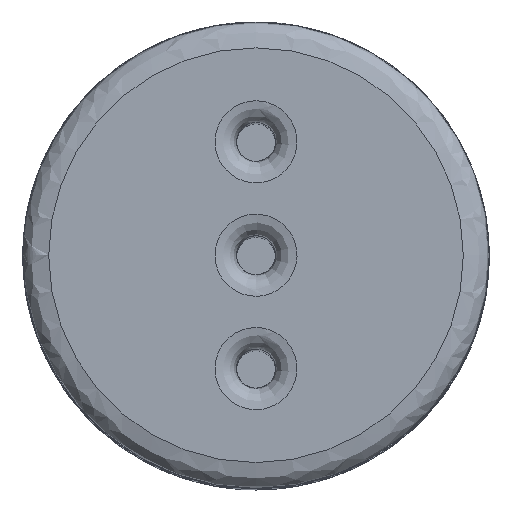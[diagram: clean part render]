
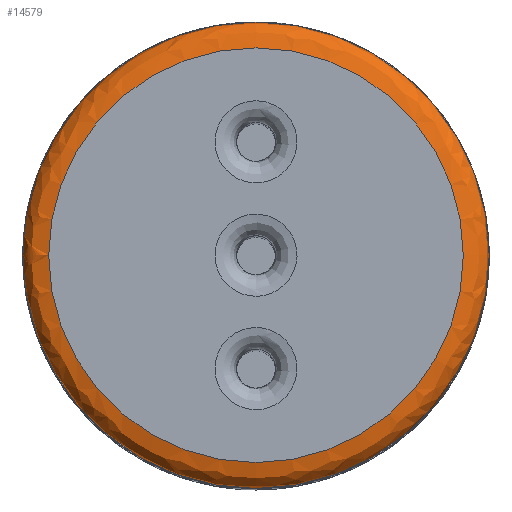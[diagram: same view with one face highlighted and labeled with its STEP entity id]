
A CAD part, top view. The second image highlights one B-rep face of the part: STEP entity #14579.
In plain terms, the highlighted free-form (B-spline) face has degree [3, 3] with [4, 7] control points.
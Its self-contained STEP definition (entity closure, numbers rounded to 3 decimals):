
#13509=CARTESIAN_POINT('',(-10.8,-0.,40.999));
#13510=VERTEX_POINT('',#13509);
#13511=CARTESIAN_POINT('',(-0.,0.,40.999));
#13512=DIRECTION('',(0.,0.,1.));
#13513=DIRECTION('',(-1.,0.,0.));
#13514=AXIS2_PLACEMENT_3D('',#13511,#13512,#13513);
#13515=CIRCLE('',#13514,10.8);
#13516=EDGE_CURVE('',#13510,#13510,#13515,.T.);
#14526=CARTESIAN_POINT('',(-9.6,-0.,41.999));
#14527=VERTEX_POINT('',#14526);
#14528=CARTESIAN_POINT('',(-0.,0.,41.999));
#14529=DIRECTION('',(0.,0.,1.));
#14530=DIRECTION('',(-1.,-0.,0.));
#14531=AXIS2_PLACEMENT_3D('',#14528,#14529,#14530);
#14532=CIRCLE('',#14531,9.6);
#14533=EDGE_CURVE('',#14527,#14527,#14532,.T.);
#14538=CARTESIAN_POINT('',(-10.8,0.,40.999));
#14539=CARTESIAN_POINT('',(-10.8,21.6,40.999));
#14540=CARTESIAN_POINT('',(10.8,21.6,40.999));
#14541=CARTESIAN_POINT('',(10.8,0.,40.999));
#14542=CARTESIAN_POINT('',(10.8,-21.6,40.999));
#14543=CARTESIAN_POINT('',(-10.8,-21.6,40.999));
#14544=CARTESIAN_POINT('',(-10.8,0.,40.999));
#14545=CARTESIAN_POINT('',(-10.8,0.,41.499));
#14546=CARTESIAN_POINT('',(-10.8,21.6,41.499));
#14547=CARTESIAN_POINT('',(10.8,21.6,41.499));
#14548=CARTESIAN_POINT('',(10.8,0.,41.499));
#14549=CARTESIAN_POINT('',(10.8,-21.6,41.499));
#14550=CARTESIAN_POINT('',(-10.8,-21.6,41.499));
#14551=CARTESIAN_POINT('',(-10.8,0.,41.499));
#14552=CARTESIAN_POINT('',(-10.4,0.,41.999));
#14553=CARTESIAN_POINT('',(-10.4,20.8,41.999));
#14554=CARTESIAN_POINT('',(10.4,20.8,41.999));
#14555=CARTESIAN_POINT('',(10.4,0.,41.999));
#14556=CARTESIAN_POINT('',(10.4,-20.8,41.999));
#14557=CARTESIAN_POINT('',(-10.4,-20.8,41.999));
#14558=CARTESIAN_POINT('',(-10.4,0.,41.999));
#14559=CARTESIAN_POINT('',(-9.6,0.,41.999));
#14560=CARTESIAN_POINT('',(-9.6,19.2,41.999));
#14561=CARTESIAN_POINT('',(9.6,19.2,41.999));
#14562=CARTESIAN_POINT('',(9.6,0.,41.999));
#14563=CARTESIAN_POINT('',(9.6,-19.2,41.999));
#14564=CARTESIAN_POINT('',(-9.6,-19.2,41.999));
#14565=CARTESIAN_POINT('',(-9.6,0.,41.999));
#14566=(BOUNDED_SURFACE()
B_SPLINE_SURFACE(3,3,((#14538,#14539,#14540,#14541,#14542,#14543,#14544),(#14545,#14546,#14547,#14548,#14549,#14550,#14551),(#14552,#14553,#14554,#14555,#14556,#14557,#14558),(#14559,#14560,#14561,#14562,#14563,#14564,#14565)),.UNSPECIFIED.,.F.,.T.,.U.)
B_SPLINE_SURFACE_WITH_KNOTS((4,4),(4,3,4),(0.5,0.75),(0.,0.5,1.),.UNSPECIFIED.)
GEOMETRIC_REPRESENTATION_ITEM()
RATIONAL_B_SPLINE_SURFACE(((1.,0.333,0.333,1.,0.333,0.333,1.),(0.667,0.222,0.222,0.667,0.222,0.222,0.667),(0.5,0.167,0.167,0.5,0.167,0.167,0.5),(0.5,0.167,0.167,0.5,0.167,0.167,0.5)))
REPRESENTATION_ITEM('')
SURFACE()
);
#14567=CARTESIAN_POINT('',(-9.6,0.,41.999));
#14568=CARTESIAN_POINT('',(-10.4,0.,41.999));
#14569=CARTESIAN_POINT('',(-10.8,0.,41.499));
#14570=CARTESIAN_POINT('',(-10.8,0.,40.999));
#14571=(BOUNDED_CURVE()
B_SPLINE_CURVE(3,(#14567,#14568,#14569,#14570),.UNSPECIFIED.,.F.,.F.)
B_SPLINE_CURVE_WITH_KNOTS((4,4),(0.25,0.5),.UNSPECIFIED.)
CURVE()
GEOMETRIC_REPRESENTATION_ITEM()
RATIONAL_B_SPLINE_CURVE((0.5,0.5,0.667,1.))
REPRESENTATION_ITEM(''));
#14572=EDGE_CURVE('',#14527,#13510,#14571,.T.);
#14573=ORIENTED_EDGE('',*,*,#14572,.T.);
#14574=ORIENTED_EDGE('',*,*,#13516,.T.);
#14575=ORIENTED_EDGE('',*,*,#14572,.F.);
#14576=ORIENTED_EDGE('',*,*,#14533,.F.);
#14577=EDGE_LOOP('',(#14573,#14574,#14575,#14576));
#14578=FACE_BOUND('',#14577,.T.);
#14579=ADVANCED_FACE('',(#14578),#14566,.T.);
